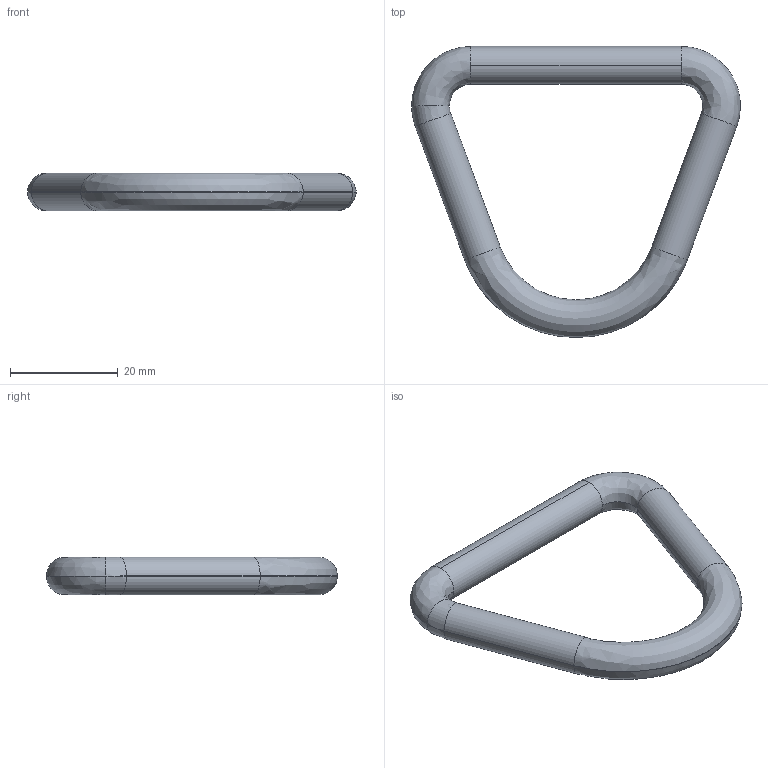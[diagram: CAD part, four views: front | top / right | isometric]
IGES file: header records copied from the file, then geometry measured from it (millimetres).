
Start section: SolidWorks IGES file using analytic representation for surfaces
Global section: file name: C-1994-E-1.IGS,15; native system: HSolidWorks 2011; preprocessor: SolidWorks 2011; author: 1337yo; date: 120604.111240; units: millimetre
Bounding box: 60.99 x 54 x 7 mm (x, y, z)
Surface area: 3647.7 mm2 (no closed solid volume)
Topology: 0 solids, 0 shells, 14 faces, 64 edges, 64 vertices
Faces by surface type: bspline 8, revolution 6
